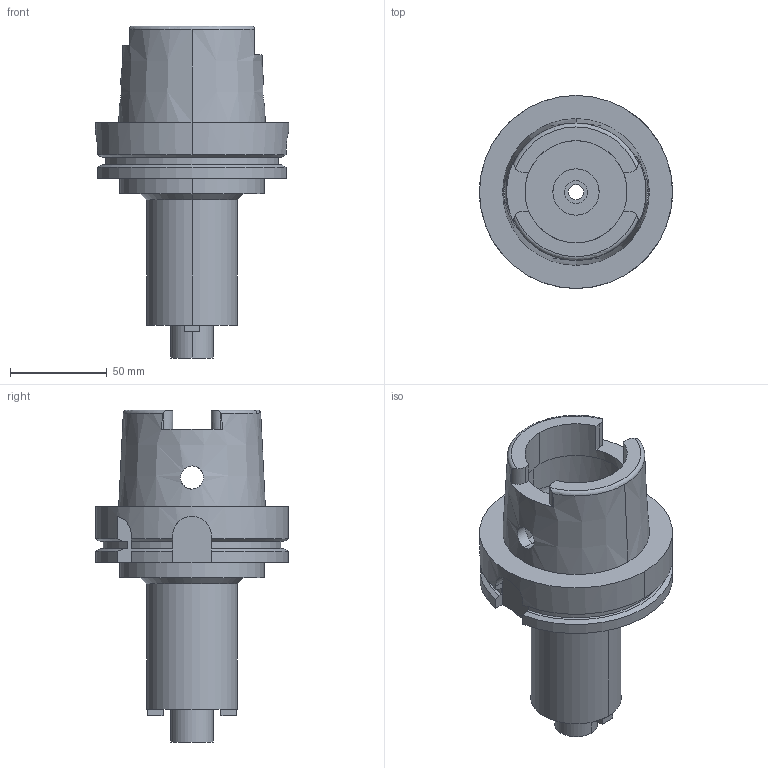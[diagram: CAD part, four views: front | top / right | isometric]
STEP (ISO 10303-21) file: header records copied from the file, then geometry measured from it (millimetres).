
FILE_DESCRIPTION((''),'2;1');
FILE_NAME('HSK-A100-FMH22_225-47-105','2017-11-10T',('ykawabe'),(''),'CREO PARAMETRIC BY PTC INC, 2016380','CREO PARAMETRIC BY PTC INC, 2016380','');
FILE_SCHEMA(('AUTOMOTIVE_DESIGN { 1 0 10303 214 1 1 1 1 }'));
Length unit declared in the file: millimetre
Products named in the file (1): HSK-A100-FMH22_225-47-105
Bounding box: 100 x 100 x 172 mm (x, y, z)
Volume: 408145.7 mm3; surface area: 65685.8 mm2
Topology: 1 solids, 1 shells, 109 faces, 296 edges, 197 vertices
Faces by surface type: plane 47, cylinder 46, cone 12, torus 4
Entity records: 4897 total; most frequent: CARTESIAN_POINT 908, DIRECTION 603, ORIENTED_EDGE 592, PRESENTATION_STYLE_ASSIGNMENT 301, STYLED_ITEM 301, CURVE_STYLE 300, EDGE_CURVE 296, AXIS2_PLACEMENT_3D 233
